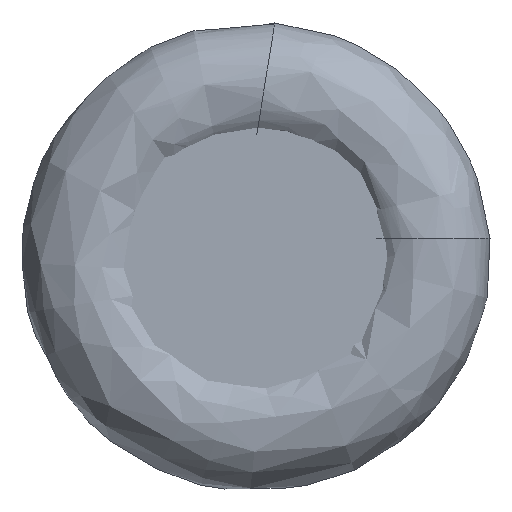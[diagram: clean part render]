
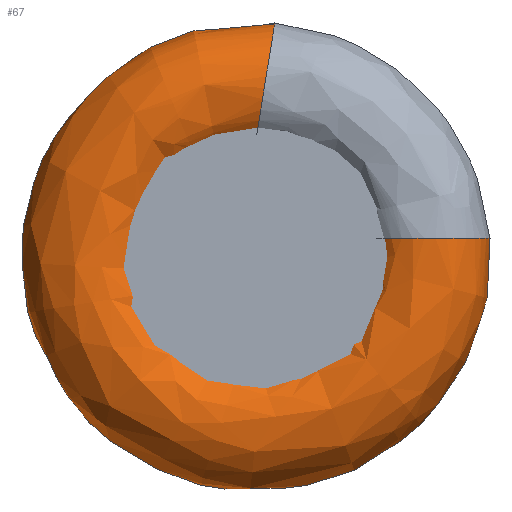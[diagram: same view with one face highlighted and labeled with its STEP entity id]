
A CAD part, left-side view. The second image highlights one B-rep face of the part: STEP entity #67.
In plain terms, the highlighted free-form (B-spline) face has degree [3, 3] with [7, 7] control points.
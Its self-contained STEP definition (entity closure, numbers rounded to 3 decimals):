
#67=ADVANCED_FACE('',(#82,#83),#80,.F.);
#80=(
BOUNDED_SURFACE()
B_SPLINE_SURFACE(3,3,((#263,#264,#265,#266,#267,#268,#269),(#270,#271,#272,
#273,#274,#275,#276),(#277,#278,#279,#280,#281,#282,#283),(#284,#285,#286,
#287,#288,#289,#290),(#291,#292,#293,#294,#295,#296,#297),(#298,#299,#300,
#301,#302,#303,#304),(#305,#306,#307,#308,#309,#310,#311)),
 .UNSPECIFIED.,.T.,.F.,.F.)
B_SPLINE_SURFACE_WITH_KNOTS((1,3,3,3,1),(4,3,4),(-0.5,0.,0.5,1.,1.5),(0.,
0.5,1.),.UNSPECIFIED.)
GEOMETRIC_REPRESENTATION_ITEM()
RATIONAL_B_SPLINE_SURFACE(((1.,0.564,0.564,1.,0.564,
0.564,1.),(0.333,0.188,0.188,
0.333,0.188,0.188,0.333),
(0.333,0.188,0.188,0.333,
0.188,0.188,0.333),(1.,0.564,
0.564,1.,0.564,0.564,1.),(0.333,
0.188,0.188,0.333,0.188,
0.188,0.333),(0.333,0.188,
0.188,0.333,0.188,0.188,
0.333),(1.,0.564,0.564,1.,0.564,
0.564,1.)))
REPRESENTATION_ITEM('')
SURFACE()
);
#82=FACE_BOUND('',#104,.T.);
#83=FACE_BOUND('',#105,.T.);
#104=EDGE_LOOP('',(#128));
#105=EDGE_LOOP('',(#129));
#128=ORIENTED_EDGE('',*,*,#164,.F.);
#129=ORIENTED_EDGE('',*,*,#165,.F.);
#152=VERTEX_POINT('',#260);
#153=VERTEX_POINT('',#262);
#164=EDGE_CURVE('',#152,#152,#176,.T.);
#165=EDGE_CURVE('',#153,#153,#177,.T.);
#176=CIRCLE('',#189,3.5);
#177=CIRCLE('',#190,3.5);
#189=AXIS2_PLACEMENT_3D('',#259,#213,#214);
#190=AXIS2_PLACEMENT_3D('',#261,#215,#216);
#213=DIRECTION('',(0.,-0.987,-0.16));
#214=DIRECTION('',(1.,0.,0.));
#215=DIRECTION('',(0.,0.,1.));
#216=DIRECTION('',(1.,0.,0.));
#259=CARTESIAN_POINT('',(3.5,-0.446,9.005));
#260=CARTESIAN_POINT('',(7.,-0.446,9.005));
#261=CARTESIAN_POINT('',(3.5,-8.96,1.));
#262=CARTESIAN_POINT('',(7.,-8.96,1.));
#263=CARTESIAN_POINT('',(7.,-8.96,1.));
#264=CARTESIAN_POINT('',(7.,-10.07,-8.948));
#265=CARTESIAN_POINT('',(7.,-1.117,-13.425));
#266=CARTESIAN_POINT('',(7.,6.176,-6.568));
#267=CARTESIAN_POINT('',(7.,13.468,0.289));
#268=CARTESIAN_POINT('',(7.,9.551,9.5));
#269=CARTESIAN_POINT('',(7.,-0.446,9.005));
#270=CARTESIAN_POINT('',(7.,-1.96,1.));
#271=CARTESIAN_POINT('',(7.,-3.07,-1.176));
#272=CARTESIAN_POINT('',(7.,-1.411,-2.969));
#273=CARTESIAN_POINT('',(7.,0.845,-2.032));
#274=CARTESIAN_POINT('',(7.,3.1,-1.094));
#275=CARTESIAN_POINT('',(7.,2.999,1.347));
#276=CARTESIAN_POINT('',(7.,0.674,2.095));
#277=CARTESIAN_POINT('',(0.,-1.96,1.));
#278=CARTESIAN_POINT('',(0.,-3.07,-1.176));
#279=CARTESIAN_POINT('',(0.,-1.411,-2.969));
#280=CARTESIAN_POINT('',(0.,0.845,-2.032));
#281=CARTESIAN_POINT('',(0.,3.1,-1.094));
#282=CARTESIAN_POINT('',(0.,2.999,1.347));
#283=CARTESIAN_POINT('',(0.,0.674,2.095));
#284=CARTESIAN_POINT('',(0.,-8.96,1.));
#285=CARTESIAN_POINT('',(0.,-10.07,-8.948));
#286=CARTESIAN_POINT('',(0.,-1.117,-13.425));
#287=CARTESIAN_POINT('',(0.,6.176,-6.568));
#288=CARTESIAN_POINT('',(0.,13.468,0.289));
#289=CARTESIAN_POINT('',(0.,9.551,9.5));
#290=CARTESIAN_POINT('',(0.,-0.446,9.005));
#291=CARTESIAN_POINT('',(0.,-15.96,1.));
#292=CARTESIAN_POINT('',(0.,-17.07,-16.72));
#293=CARTESIAN_POINT('',(0.,-0.823,-23.881));
#294=CARTESIAN_POINT('',(0.,11.507,-11.105));
#295=CARTESIAN_POINT('',(0.,23.836,1.671));
#296=CARTESIAN_POINT('',(0.,16.103,17.654));
#297=CARTESIAN_POINT('',(0.,-1.566,15.914));
#298=CARTESIAN_POINT('',(7.,-15.96,1.));
#299=CARTESIAN_POINT('',(7.,-17.07,-16.72));
#300=CARTESIAN_POINT('',(7.,-0.823,-23.881));
#301=CARTESIAN_POINT('',(7.,11.507,-11.105));
#302=CARTESIAN_POINT('',(7.,23.836,1.671));
#303=CARTESIAN_POINT('',(7.,16.103,17.654));
#304=CARTESIAN_POINT('',(7.,-1.566,15.914));
#305=CARTESIAN_POINT('',(7.,-8.96,1.));
#306=CARTESIAN_POINT('',(7.,-10.07,-8.948));
#307=CARTESIAN_POINT('',(7.,-1.117,-13.425));
#308=CARTESIAN_POINT('',(7.,6.176,-6.568));
#309=CARTESIAN_POINT('',(7.,13.468,0.289));
#310=CARTESIAN_POINT('',(7.,9.551,9.5));
#311=CARTESIAN_POINT('',(7.,-0.446,9.005));
